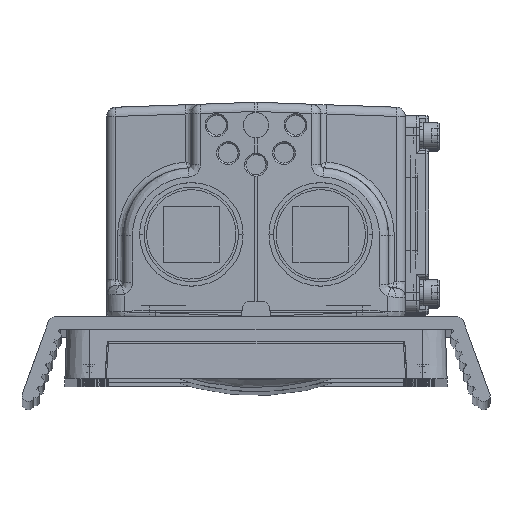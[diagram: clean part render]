
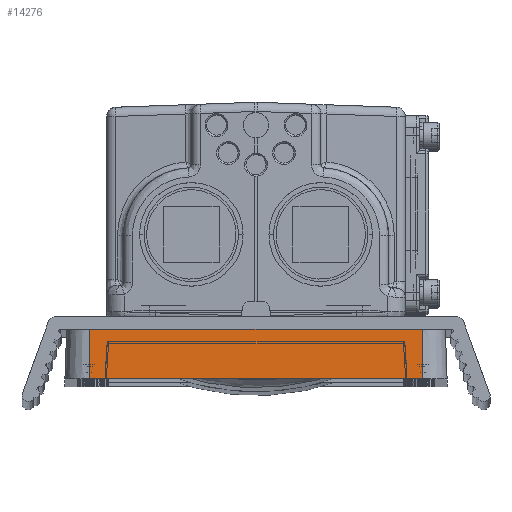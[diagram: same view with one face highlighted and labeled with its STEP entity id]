
A CAD part, top view. The second image highlights one B-rep face of the part: STEP entity #14276.
In plain terms, the highlighted face is planar.
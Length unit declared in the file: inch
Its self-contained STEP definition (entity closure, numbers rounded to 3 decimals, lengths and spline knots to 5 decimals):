
#9474=DIRECTION('',(0.,0.999,-0.035));
#9475=VECTOR('',#9474,0.5003);
#9476=CARTESIAN_POINT('',(-1.6875,-0.5,-11.79504));
#9477=LINE('',#9476,#9475);
#9478=DIRECTION('',(1.,0.,0.));
#9479=VECTOR('',#9478,3.375);
#9480=CARTESIAN_POINT('',(-1.6875,-0.5,-11.79504));
#9481=LINE('',#9480,#9479);
#9482=DIRECTION('',(0.,-0.999,0.035));
#9483=VECTOR('',#9482,0.5003);
#9484=CARTESIAN_POINT('',(1.6875,0.,-11.8125));
#9485=LINE('',#9484,#9483);
#9486=DIRECTION('',(-1.,0.,0.));
#9487=VECTOR('',#9486,3.375);
#9488=CARTESIAN_POINT('',(1.6875,0.,-11.8125));
#9489=LINE('',#9488,#9487);
#13173=CARTESIAN_POINT('',(-1.6875,0.,-11.8125));
#13175=VERTEX_POINT('',#13173);
#13179=CARTESIAN_POINT('',(-1.6875,-0.5,-11.79504));
#13180=VERTEX_POINT('',#13179);
#13185=CARTESIAN_POINT('',(1.6875,0.,-11.8125));
#13186=VERTEX_POINT('',#13185);
#13187=CARTESIAN_POINT('',(1.6875,-0.5,-11.79504));
#13188=VERTEX_POINT('',#13187);
#14265=CARTESIAN_POINT('',(-1.97488,0.,-11.8125));
#14266=DIRECTION('',(0.,0.035,0.999));
#14267=DIRECTION('',(1.,0.,0.));
#14268=AXIS2_PLACEMENT_3D('',#14265,#14266,#14267);
#14269=PLANE('',#14268);
#14270=ORIENTED_EDGE('',*,*,#14101,.F.);
#14271=ORIENTED_EDGE('',*,*,#13922,.T.);
#14272=ORIENTED_EDGE('',*,*,#14259,.F.);
#14273=ORIENTED_EDGE('',*,*,#14118,.T.);
#14274=EDGE_LOOP('',(#14270,#14271,#14272,#14273));
#14275=FACE_OUTER_BOUND('',#14274,.F.);
#14276=ADVANCED_FACE('',(#14275),#14269,.F.);
#13922=EDGE_CURVE('',#13180,#13188,#9481,.T.);
#14101=EDGE_CURVE('',#13180,#13175,#9477,.T.);
#14118=EDGE_CURVE('',#13186,#13175,#9489,.T.);
#14259=EDGE_CURVE('',#13186,#13188,#9485,.T.);
